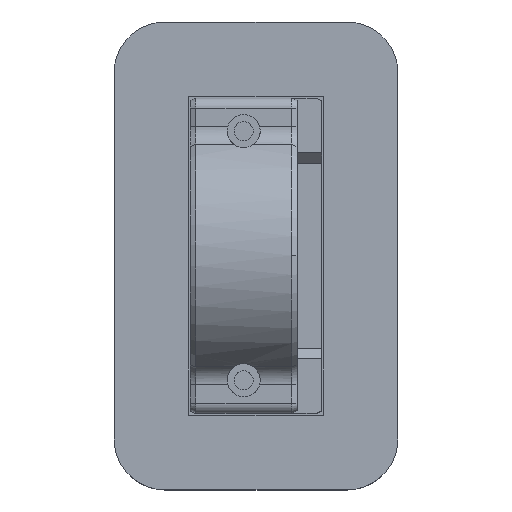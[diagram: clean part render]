
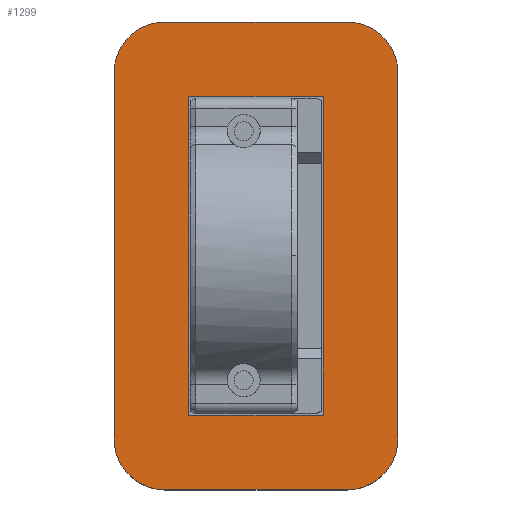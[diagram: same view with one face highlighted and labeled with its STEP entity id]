
A CAD part, top view. The second image highlights one B-rep face of the part: STEP entity #1299.
In plain terms, the highlighted planar face has unit normal (0, 0, 1).
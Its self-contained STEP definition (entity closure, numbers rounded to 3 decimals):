
#52 = VECTOR ( 'NONE', #2033, 1000. ) ;
#113 = VERTEX_POINT ( 'NONE', #2693 ) ;
#229 = CARTESIAN_POINT ( 'NONE',  ( 26.15, 62.3, 10. ) ) ;
#390 = VERTEX_POINT ( 'NONE', #1807 ) ;
#393 = DIRECTION ( 'NONE',  ( 0., 0., 1. ) ) ;
#411 = ORIENTED_EDGE ( 'NONE', *, *, #1334, .F. ) ;
#431 = ORIENTED_EDGE ( 'NONE', *, *, #3242, .T. ) ;
#439 = VERTEX_POINT ( 'NONE', #2931 ) ;
#454 = FACE_BOUND ( 'NONE', #2811, .T. ) ;
#483 = AXIS2_PLACEMENT_3D ( 'NONE', #3272, #1398, #3458 ) ;
#525 = EDGE_CURVE ( 'NONE', #3064, #2051, #2220, .T. ) ;
#568 = CARTESIAN_POINT ( 'NONE',  ( -5., -15., 10. ) ) ;
#618 = DIRECTION ( 'NONE',  ( 1., 0., 0. ) ) ;
#642 = EDGE_CURVE ( 'NONE', #1608, #1997, #947, .T. ) ;
#646 = CIRCLE ( 'NONE', #483, 10. ) ;
#746 = VERTEX_POINT ( 'NONE', #3126 ) ;
#755 = EDGE_CURVE ( 'NONE', #965, #746, #1533, .T. ) ;
#947 = CIRCLE ( 'NONE', #3246, 10. ) ;
#959 = CARTESIAN_POINT ( 'NONE',  ( -5., 67., 10. ) ) ;
#965 = VERTEX_POINT ( 'NONE', #2775 ) ;
#1004 = VECTOR ( 'NONE', #2290, 1000. ) ;
#1029 = LINE ( 'NONE', #2103, #3331 ) ;
#1065 = EDGE_LOOP ( 'NONE', ( #2954, #1338, #3359, #1211, #1607, #1827, #411, #3369 ) ) ;
#1111 = EDGE_CURVE ( 'NONE', #1608, #113, #3253, .T. ) ;
#1126 = LINE ( 'NONE', #2733, #2515 ) ;
#1204 = VERTEX_POINT ( 'NONE', #1611 ) ;
#1211 = ORIENTED_EDGE ( 'NONE', *, *, #642, .T. ) ;
#1235 = ORIENTED_EDGE ( 'NONE', *, *, #3195, .T. ) ;
#1299 = ADVANCED_FACE ( 'NONE', ( #454, #2315 ), #2456, .F. ) ;
#1310 = DIRECTION ( 'NONE',  ( 0., 0., 1. ) ) ;
#1329 = DIRECTION ( 'NONE',  ( -1., 0., 0. ) ) ;
#1334 = EDGE_CURVE ( 'NONE', #439, #1591, #1126, .T. ) ;
#1338 = ORIENTED_EDGE ( 'NONE', *, *, #1979, .T. ) ;
#1385 = CARTESIAN_POINT ( 'NONE',  ( -5., 77., 10. ) ) ;
#1398 = DIRECTION ( 'NONE',  ( 0., 0., 1. ) ) ;
#1502 = CARTESIAN_POINT ( 'NONE',  ( 0., 0., 10. ) ) ;
#1533 = LINE ( 'NONE', #3398, #52 ) ;
#1579 = VECTOR ( 'NONE', #2112, 1000. ) ;
#1591 = VERTEX_POINT ( 'NONE', #568 ) ;
#1607 = ORIENTED_EDGE ( 'NONE', *, *, #2615, .F. ) ;
#1608 = VERTEX_POINT ( 'NONE', #1385 ) ;
#1611 = CARTESIAN_POINT ( 'NONE',  ( -15., -5., 10. ) ) ;
#1627 = CARTESIAN_POINT ( 'NONE',  ( -15., 67., 10. ) ) ;
#1631 = DIRECTION ( 'NONE',  ( 0., 1., 0. ) ) ;
#1646 = DIRECTION ( 'NONE',  ( -1., 0., 0. ) ) ;
#1743 = DIRECTION ( 'NONE',  ( -1., 0., 0. ) ) ;
#1772 = DIRECTION ( 'NONE',  ( 0., 1., 0. ) ) ;
#1778 = VERTEX_POINT ( 'NONE', #229 ) ;
#1807 = CARTESIAN_POINT ( 'NONE',  ( -0.3, 62.3, 10. ) ) ;
#1824 = VECTOR ( 'NONE', #1631, 1000. ) ;
#1825 = LINE ( 'NONE', #3227, #1824 ) ;
#1827 = ORIENTED_EDGE ( 'NONE', *, *, #2001, .T. ) ;
#1840 = DIRECTION ( 'NONE',  ( 0., -1., 0. ) ) ;
#1924 = DIRECTION ( 'NONE',  ( 0., 0., 1. ) ) ;
#1938 = DIRECTION ( 'NONE',  ( 0., 0., -1. ) ) ;
#1944 = LINE ( 'NONE', #3015, #3225 ) ;
#1979 = EDGE_CURVE ( 'NONE', #3064, #113, #2702, .T. ) ;
#1988 = AXIS2_PLACEMENT_3D ( 'NONE', #2413, #1924, #1329 ) ;
#1997 = VERTEX_POINT ( 'NONE', #1627 ) ;
#2001 = EDGE_CURVE ( 'NONE', #1204, #1591, #646, .T. ) ;
#2033 = DIRECTION ( 'NONE',  ( -1., 0., 0. ) ) ;
#2051 = VERTEX_POINT ( 'NONE', #2669 ) ;
#2103 = CARTESIAN_POINT ( 'NONE',  ( 26.15, 62.3, 10. ) ) ;
#2112 = DIRECTION ( 'NONE',  ( 1., 0., 0. ) ) ;
#2158 = AXIS2_PLACEMENT_3D ( 'NONE', #2447, #393, #1646 ) ;
#2204 = VECTOR ( 'NONE', #1772, 1000. ) ;
#2220 = LINE ( 'NONE', #2256, #1004 ) ;
#2256 = CARTESIAN_POINT ( 'NONE',  ( 40.85, 77., 10. ) ) ;
#2290 = DIRECTION ( 'NONE',  ( 0., -1., 0. ) ) ;
#2315 = FACE_OUTER_BOUND ( 'NONE', #1065, .T. ) ;
#2373 = CARTESIAN_POINT ( 'NONE',  ( 40.85, 77., 10. ) ) ;
#2413 = CARTESIAN_POINT ( 'NONE',  ( 30.85, 67., 10. ) ) ;
#2447 = CARTESIAN_POINT ( 'NONE',  ( 30.85, -5., 10. ) ) ;
#2456 = PLANE ( 'NONE',  #3087 ) ;
#2515 = VECTOR ( 'NONE', #2808, 1000. ) ;
#2545 = CARTESIAN_POINT ( 'NONE',  ( -15., 77., 10. ) ) ;
#2615 = EDGE_CURVE ( 'NONE', #1204, #1997, #3044, .T. ) ;
#2669 = CARTESIAN_POINT ( 'NONE',  ( 40.85, -5., 10. ) ) ;
#2693 = CARTESIAN_POINT ( 'NONE',  ( 30.85, 77., 10. ) ) ;
#2702 = CIRCLE ( 'NONE', #1988, 10. ) ;
#2733 = CARTESIAN_POINT ( 'NONE',  ( 40.85, -15., 10. ) ) ;
#2770 = CIRCLE ( 'NONE', #2158, 10. ) ;
#2775 = CARTESIAN_POINT ( 'NONE',  ( 26.15, -0.3, 10. ) ) ;
#2808 = DIRECTION ( 'NONE',  ( -1., 0., 0. ) ) ;
#2811 = EDGE_LOOP ( 'NONE', ( #2952, #431, #2831, #1235 ) ) ;
#2831 = ORIENTED_EDGE ( 'NONE', *, *, #755, .T. ) ;
#2931 = CARTESIAN_POINT ( 'NONE',  ( 30.85, -15., 10. ) ) ;
#2952 = ORIENTED_EDGE ( 'NONE', *, *, #3391, .T. ) ;
#2954 = ORIENTED_EDGE ( 'NONE', *, *, #525, .F. ) ;
#3015 = CARTESIAN_POINT ( 'NONE',  ( 26.15, 62.3, 10. ) ) ;
#3044 = LINE ( 'NONE', #2545, #2204 ) ;
#3064 = VERTEX_POINT ( 'NONE', #3400 ) ;
#3087 = AXIS2_PLACEMENT_3D ( 'NONE', #1502, #1938, #1743 ) ;
#3126 = CARTESIAN_POINT ( 'NONE',  ( -0.3, -0.3, 10. ) ) ;
#3156 = DIRECTION ( 'NONE',  ( -1., 0., 0. ) ) ;
#3195 = EDGE_CURVE ( 'NONE', #746, #390, #1825, .T. ) ;
#3225 = VECTOR ( 'NONE', #618, 1000. ) ;
#3227 = CARTESIAN_POINT ( 'NONE',  ( -0.3, 62.3, 10. ) ) ;
#3242 = EDGE_CURVE ( 'NONE', #1778, #965, #1029, .T. ) ;
#3246 = AXIS2_PLACEMENT_3D ( 'NONE', #959, #1310, #3156 ) ;
#3253 = LINE ( 'NONE', #2373, #1579 ) ;
#3272 = CARTESIAN_POINT ( 'NONE',  ( -5., -5., 10. ) ) ;
#3331 = VECTOR ( 'NONE', #1840, 1000. ) ;
#3359 = ORIENTED_EDGE ( 'NONE', *, *, #1111, .F. ) ;
#3369 = ORIENTED_EDGE ( 'NONE', *, *, #3371, .T. ) ;
#3371 = EDGE_CURVE ( 'NONE', #439, #2051, #2770, .T. ) ;
#3391 = EDGE_CURVE ( 'NONE', #390, #1778, #1944, .T. ) ;
#3398 = CARTESIAN_POINT ( 'NONE',  ( 26.15, -0.3, 10. ) ) ;
#3400 = CARTESIAN_POINT ( 'NONE',  ( 40.85, 67., 10. ) ) ;
#3458 = DIRECTION ( 'NONE',  ( -1., 0., 0. ) ) ;
